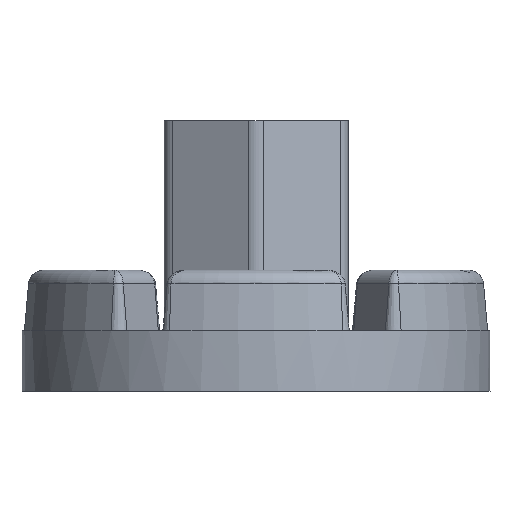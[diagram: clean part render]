
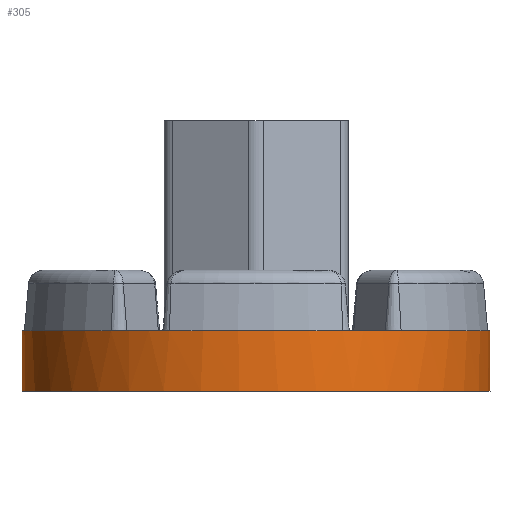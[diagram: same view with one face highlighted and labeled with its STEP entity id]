
A CAD part, front view. The second image highlights one B-rep face of the part: STEP entity #305.
In plain terms, the highlighted cylindrical face has radius 15.449 mm (diameter 30.898 mm), a full revolution.
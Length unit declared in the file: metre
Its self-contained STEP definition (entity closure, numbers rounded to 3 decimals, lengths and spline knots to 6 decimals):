
#305 = ADVANCED_FACE( '', ( #642, #643 ), #644, .T. );
#642 = FACE_OUTER_BOUND( '', #7325, .T. );
#643 = FACE_OUTER_BOUND( '', #7326, .T. );
#644 = CYLINDRICAL_SURFACE( '', #7327, 0.015449 );
#7325 = EDGE_LOOP( '', ( #12544 ) );
#7326 = EDGE_LOOP( '', ( #12545, #12546, #12547, #12548, #12549, #12550, #12551, #12552, #12553, #12554, #12555, #12556 ) );
#7327 = AXIS2_PLACEMENT_3D( '', #12557, #12558, #12559 );
#12544 = ORIENTED_EDGE( '', *, *, #13126, .F. );
#12545 = ORIENTED_EDGE( '', *, *, #13155, .T. );
#12546 = ORIENTED_EDGE( '', *, *, #13179, .T. );
#12547 = ORIENTED_EDGE( '', *, *, #12887, .T. );
#12548 = ORIENTED_EDGE( '', *, *, #13180, .T. );
#12549 = ORIENTED_EDGE( '', *, *, #13173, .T. );
#12550 = ORIENTED_EDGE( '', *, *, #13181, .T. );
#12551 = ORIENTED_EDGE( '', *, *, #13058, .T. );
#12552 = ORIENTED_EDGE( '', *, *, #13182, .T. );
#12553 = ORIENTED_EDGE( '', *, *, #12961, .T. );
#12554 = ORIENTED_EDGE( '', *, *, #13183, .T. );
#12555 = ORIENTED_EDGE( '', *, *, #13184, .T. );
#12556 = ORIENTED_EDGE( '', *, *, #13185, .T. );
#12557 = CARTESIAN_POINT( '', ( 0., 0., -0.039867 ) );
#12558 = DIRECTION( '', ( 0., 0., -1. ) );
#12559 = DIRECTION( '', ( 1., 0., 0. ) );
#12887 = EDGE_CURVE( '', #13268, #13272, #13274, .T. );
#12961 = EDGE_CURVE( '', #13394, #13397, #13399, .T. );
#13058 = EDGE_CURVE( '', #13348, #13480, #13548, .T. );
#13126 = EDGE_CURVE( '', #13640, #13640, #13641, .T. );
#13155 = EDGE_CURVE( '', #13412, #13672, #13674, .T. );
#13173 = EDGE_CURVE( '', #13692, #13687, #13695, .T. );
#13179 = EDGE_CURVE( '', #13672, #13268, #13701, .T. );
#13180 = EDGE_CURVE( '', #13272, #13692, #13702, .T. );
#13181 = EDGE_CURVE( '', #13687, #13348, #13703, .T. );
#13182 = EDGE_CURVE( '', #13480, #13394, #13704, .T. );
#13183 = EDGE_CURVE( '', #13397, #13389, #13705, .T. );
#13184 = EDGE_CURVE( '', #13389, #13517, #13706, .T. );
#13185 = EDGE_CURVE( '', #13517, #13412, #13707, .T. );
#13268 = VERTEX_POINT( '', #13852 );
#13272 = VERTEX_POINT( '', #13857 );
#13274 = CIRCLE( '', #13860, 0.015449 );
#13348 = VERTEX_POINT( '', #14064 );
#13389 = VERTEX_POINT( '', #14174 );
#13394 = VERTEX_POINT( '', #14180 );
#13397 = VERTEX_POINT( '', #14184 );
#13399 = CIRCLE( '', #14187, 0.015449 );
#13412 = VERTEX_POINT( '', #14243 );
#13480 = VERTEX_POINT( '', #14390 );
#13517 = VERTEX_POINT( '', #14602 );
#13548 = CIRCLE( '', #14752, 0.015449 );
#13640 = VERTEX_POINT( '', #15021 );
#13641 = CIRCLE( '', #15022, 0.015449 );
#13672 = VERTEX_POINT( '', #15246 );
#13674 = CIRCLE( '', #15249, 0.015449 );
#13687 = VERTEX_POINT( '', #15318 );
#13692 = VERTEX_POINT( '', #15335 );
#13695 = CIRCLE( '', #15339, 0.015449 );
#13701 = CIRCLE( '', #15411, 0.015449 );
#13702 = CIRCLE( '', #15412, 0.015449 );
#13703 = CIRCLE( '', #15413, 0.015449 );
#13704 = CIRCLE( '', #15414, 0.015449 );
#13705 = CIRCLE( '', #15415, 0.015449 );
#13706 = CIRCLE( '', #15416, 0.015449 );
#13707 = CIRCLE( '', #15417, 0.015449 );
#13852 = CARTESIAN_POINT( '', ( 0.005715, -0.014353, -0.035867 ) );
#13857 = CARTESIAN_POINT( '', ( -0.005715, -0.014353, -0.035867 ) );
#13860 = AXIS2_PLACEMENT_3D( '', #15708, #15709, #15710 );
#14064 = CARTESIAN_POINT( '', ( -0.015287, 0.002227, -0.035867 ) );
#14174 = CARTESIAN_POINT( '', ( 0.009572, 0.012126, -0.035867 ) );
#14180 = CARTESIAN_POINT( '', ( -0.005715, 0.014353, -0.035867 ) );
#14184 = CARTESIAN_POINT( '', ( 0.005715, 0.014353, -0.035867 ) );
#14187 = AXIS2_PLACEMENT_3D( '', #15783, #15784, #15785 );
#14243 = CARTESIAN_POINT( '', ( 0.015287, -0.002227, -0.035867 ) );
#14390 = CARTESIAN_POINT( '', ( -0.009572, 0.012126, -0.035867 ) );
#14602 = CARTESIAN_POINT( '', ( 0.015287, 0.002227, -0.035867 ) );
#14752 = AXIS2_PLACEMENT_3D( '', #15877, #15878, #15879 );
#15021 = CARTESIAN_POINT( '', ( -0.015449, 0., -0.039867 ) );
#15022 = AXIS2_PLACEMENT_3D( '', #15940, #15941, #15942 );
#15246 = CARTESIAN_POINT( '', ( 0.009572, -0.012126, -0.035867 ) );
#15249 = AXIS2_PLACEMENT_3D( '', #15955, #15956, #15957 );
#15318 = CARTESIAN_POINT( '', ( -0.015287, -0.002227, -0.035867 ) );
#15335 = CARTESIAN_POINT( '', ( -0.009572, -0.012126, -0.035867 ) );
#15339 = AXIS2_PLACEMENT_3D( '', #15971, #15972, #15973 );
#15411 = AXIS2_PLACEMENT_3D( '', #15974, #15975, #15976 );
#15412 = AXIS2_PLACEMENT_3D( '', #15977, #15978, #15979 );
#15413 = AXIS2_PLACEMENT_3D( '', #15980, #15981, #15982 );
#15414 = AXIS2_PLACEMENT_3D( '', #15983, #15984, #15985 );
#15415 = AXIS2_PLACEMENT_3D( '', #15986, #15987, #15988 );
#15416 = AXIS2_PLACEMENT_3D( '', #15989, #15990, #15991 );
#15417 = AXIS2_PLACEMENT_3D( '', #15992, #15993, #15994 );
#15708 = CARTESIAN_POINT( '', ( 0., 0., -0.035867 ) );
#15709 = DIRECTION( '', ( 0., 0., -1. ) );
#15710 = DIRECTION( '', ( -1., 0., 0. ) );
#15783 = CARTESIAN_POINT( '', ( 0., 0., -0.035867 ) );
#15784 = DIRECTION( '', ( 0., 0., -1. ) );
#15785 = DIRECTION( '', ( -1., 0., 0. ) );
#15877 = CARTESIAN_POINT( '', ( 0., 0., -0.035867 ) );
#15878 = DIRECTION( '', ( 0., 0., -1. ) );
#15879 = DIRECTION( '', ( -1., 0., 0. ) );
#15940 = CARTESIAN_POINT( '', ( 0., 0., -0.039867 ) );
#15941 = DIRECTION( '', ( 0., 0., -1. ) );
#15942 = DIRECTION( '', ( -1., 0., 0. ) );
#15955 = CARTESIAN_POINT( '', ( 0., 0., -0.035867 ) );
#15956 = DIRECTION( '', ( 0., 0., -1. ) );
#15957 = DIRECTION( '', ( -1., 0., 0. ) );
#15971 = CARTESIAN_POINT( '', ( 0., 0., -0.035867 ) );
#15972 = DIRECTION( '', ( 0., 0., -1. ) );
#15973 = DIRECTION( '', ( -1., 0., 0. ) );
#15974 = CARTESIAN_POINT( '', ( 0., 0., -0.035867 ) );
#15975 = DIRECTION( '', ( 0., 0., -1. ) );
#15976 = DIRECTION( '', ( -1., 0., 0. ) );
#15977 = CARTESIAN_POINT( '', ( 0., 0., -0.035867 ) );
#15978 = DIRECTION( '', ( 0., 0., -1. ) );
#15979 = DIRECTION( '', ( -1., 0., 0. ) );
#15980 = CARTESIAN_POINT( '', ( 0., 0., -0.035867 ) );
#15981 = DIRECTION( '', ( 0., 0., -1. ) );
#15982 = DIRECTION( '', ( -1., 0., 0. ) );
#15983 = CARTESIAN_POINT( '', ( 0., 0., -0.035867 ) );
#15984 = DIRECTION( '', ( 0., 0., -1. ) );
#15985 = DIRECTION( '', ( -1., 0., 0. ) );
#15986 = CARTESIAN_POINT( '', ( 0., 0., -0.035867 ) );
#15987 = DIRECTION( '', ( 0., 0., -1. ) );
#15988 = DIRECTION( '', ( -1., 0., 0. ) );
#15989 = CARTESIAN_POINT( '', ( 0., 0., -0.035867 ) );
#15990 = DIRECTION( '', ( 0., 0., -1. ) );
#15991 = DIRECTION( '', ( -1., 0., 0. ) );
#15992 = CARTESIAN_POINT( '', ( 0., 0., -0.035867 ) );
#15993 = DIRECTION( '', ( 0., 0., -1. ) );
#15994 = DIRECTION( '', ( -1., 0., 0. ) );
